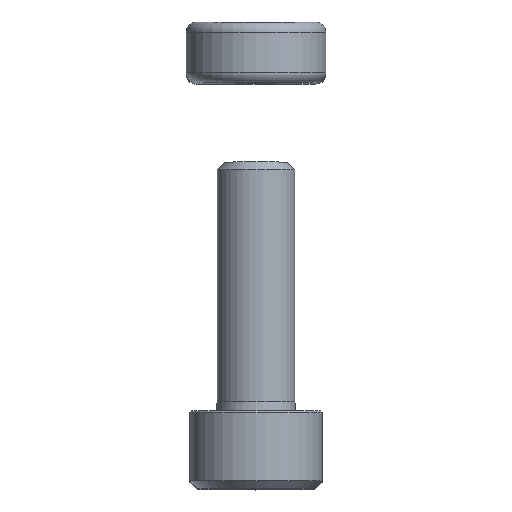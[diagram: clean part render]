
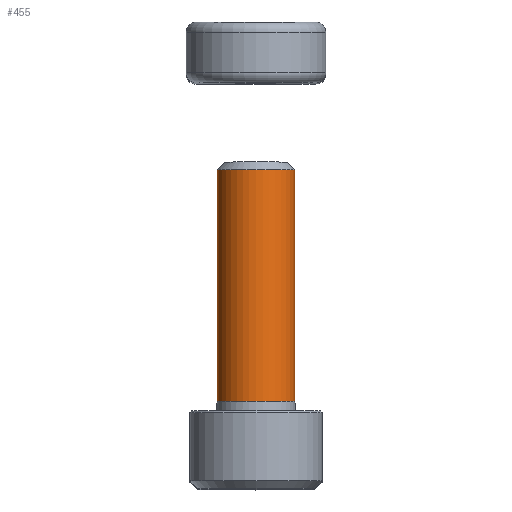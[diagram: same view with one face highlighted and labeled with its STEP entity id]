
A CAD part, top view. The second image highlights one B-rep face of the part: STEP entity #455.
In plain terms, the highlighted cylindrical face has radius 2.5 mm (diameter 5 mm), a full revolution.
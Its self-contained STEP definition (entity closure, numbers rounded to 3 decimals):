
#90=CYLINDRICAL_SURFACE('',#528,2.5);
#149=ORIENTED_EDGE('',*,*,#250,.F.);
#150=ORIENTED_EDGE('',*,*,#249,.T.);
#249=EDGE_CURVE('',#299,#299,#334,.T.);
#250=EDGE_CURVE('',#300,#300,#335,.T.);
#299=VERTEX_POINT('',#783);
#300=VERTEX_POINT('',#786);
#334=CIRCLE('',#527,2.5);
#335=CIRCLE('',#529,2.5);
#365=EDGE_LOOP('',(#149));
#366=EDGE_LOOP('',(#150));
#407=FACE_BOUND('',#365,.T.);
#408=FACE_BOUND('',#366,.T.);
#455=ADVANCED_FACE('',(#407,#408),#90,.T.);
#527=AXIS2_PLACEMENT_3D('',#782,#615,#616);
#528=AXIS2_PLACEMENT_3D('',#784,#617,#618);
#529=AXIS2_PLACEMENT_3D('',#785,#619,#620);
#615=DIRECTION('',(0.,-1.,0.));
#616=DIRECTION('',(0.,0.,-1.));
#617=DIRECTION('',(0.,-1.,0.));
#618=DIRECTION('',(0.,0.,-1.));
#619=DIRECTION('',(0.,-1.,0.));
#620=DIRECTION('',(0.,0.,-1.));
#782=CARTESIAN_POINT('',(0.,-0.6,0.));
#783=CARTESIAN_POINT('',(0.,-0.6,-2.5));
#784=CARTESIAN_POINT('',(0.,-16.,0.));
#785=CARTESIAN_POINT('',(0.,-15.51,0.));
#786=CARTESIAN_POINT('',(0.,-15.51,-2.5));
